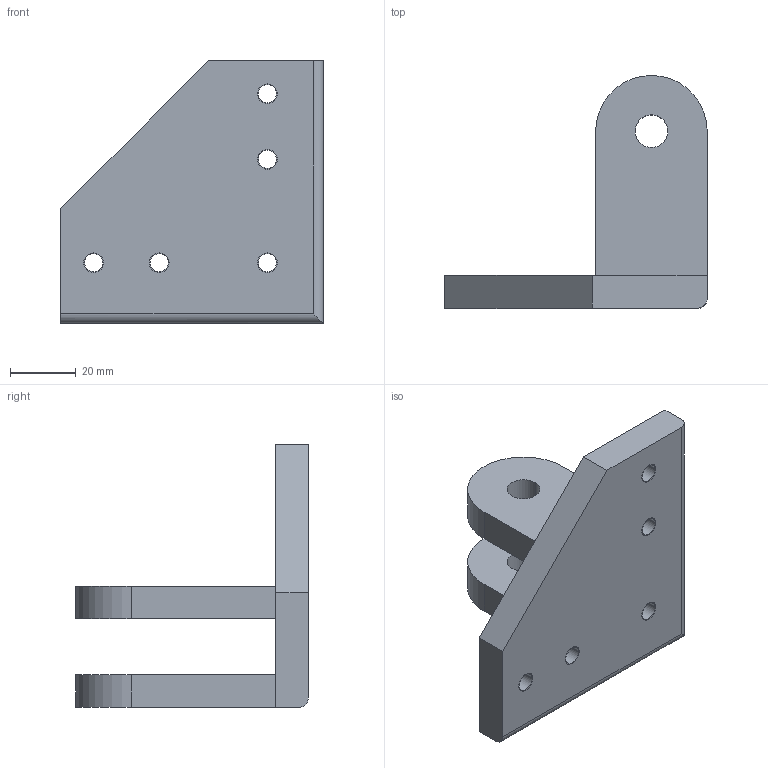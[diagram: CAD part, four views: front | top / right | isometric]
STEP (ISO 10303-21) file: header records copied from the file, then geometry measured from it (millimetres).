
FILE_DESCRIPTION((''),'2;1');
FILE_NAME('5-01','2022-01-09T15:24:00',('Y'),('FoxCAVITY'),'CREO PARAMETRIC BY PTC INC, 2020454','CREO PARAMETRIC BY PTC INC, 2020454','');
FILE_SCHEMA(('CONFIG_CONTROL_DESIGN'));
Length unit declared in the file: millimetre
Products named in the file (1): 5-01
Bounding box: 80 x 71 x 80.1 mm (x, y, z)
Volume: 89867.2 mm3; surface area: 25344.5 mm2
Topology: 1 solids, 6 shells, 40 faces, 113 edges, 75 vertices
Faces by surface type: cylinder 28, plane 12
Entity records: 1391 total; most frequent: DIRECTION 248, CARTESIAN_POINT 239, ORIENTED_EDGE 206, EDGE_CURVE 113, AXIS2_PLACEMENT_3D 95, VERTEX_POINT 75, VECTOR 58, LINE 58
